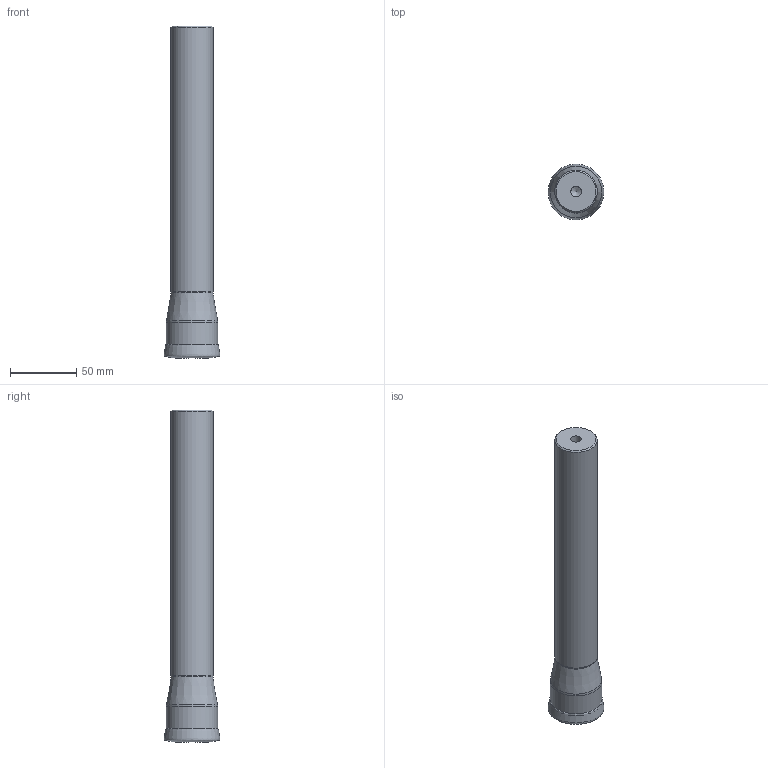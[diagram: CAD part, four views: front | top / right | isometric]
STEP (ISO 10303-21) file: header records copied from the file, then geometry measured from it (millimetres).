
FILE_DESCRIPTION(/* description */ (''),/* implementation_level */ '2;1');
FILE_NAME(/* name */ '1540524487244.stp',/* time_stamp */ '2018-10-26T08:58:28+05:00',/* author */ (''),/* organization */ ('SMS'),/* preprocessor_version */ 'ST-DEVELOPER v15',/* originating_system */ 'SIEMENS PLM Software NX 8.5',/* authorisation */ '');
FILE_SCHEMA (('AUTOMOTIVE_DESIGN { 1 0 10303 214 3 1 1 1 }'));
Length unit declared in the file: millimetre
Products named in the file (4): ASSEMBLY_CONSTRUCTION; 201753543mod000_00; 201833421mod000_00; 201833419mod000_00
Assembly tree (3 placements, depth 2):
  201833419mod000_00
    201833421mod000_00
    201753543mod000_00
    ASSEMBLY_CONSTRUCTION
Bounding box: 41.98 x 41.96 x 250 mm (x, y, z)
Volume: 210692.6 mm3; surface area: 37030.6 mm2
Topology: 2 solids, 2 shells, 23 faces, 50 edges, 40 vertices
Faces by surface type: cone 7, torus 7, cylinder 4, plane 3, bspline 2
Full cylindrical faces by diameter (mm): 8 x1, 31.492 x1, 31.992 x1, 38.709 x1
Entity records: 4997 total; most frequent: CARTESIAN_POINT 4409, DIRECTION 110, AXIS2_PLACEMENT_3D 55, FACE_BOUND 43, EDGE_LOOP 42, ORIENTED_EDGE 42, ADVANCED_FACE 23, VERTEX_POINT 23
